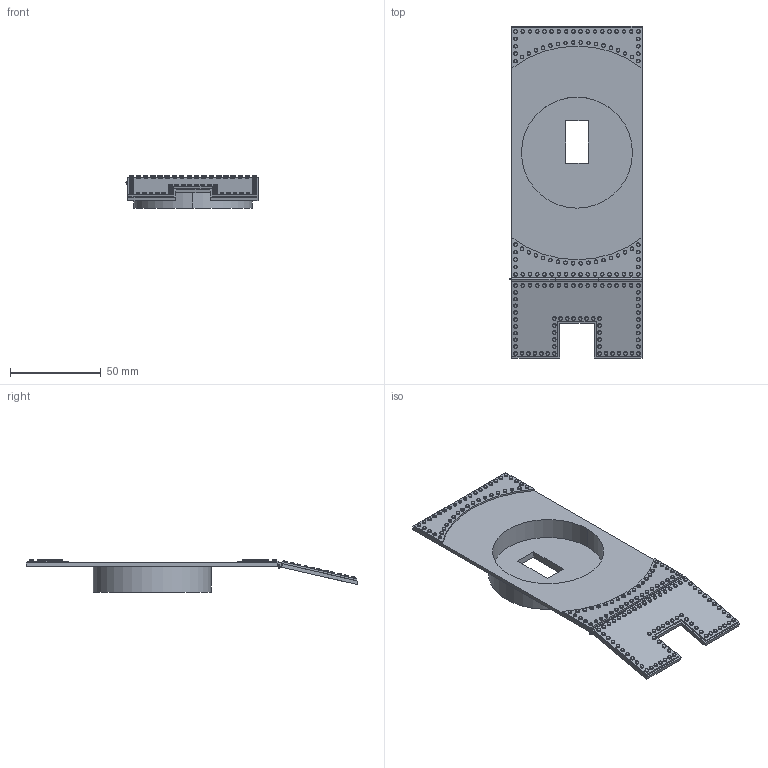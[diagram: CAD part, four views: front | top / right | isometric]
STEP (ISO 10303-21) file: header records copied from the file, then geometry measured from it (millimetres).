
FILE_DESCRIPTION(('TFLEX Exchange Step'),'2;1');
FILE_NAME('S\ с крышкой.stp', '2022-04-26T00:52:00-21:00',('ilya'),('Unknown organisation'),'TFLEX Exchange 2022.0','T-FLEX CAD','Unknown authorisation');
FILE_SCHEMA( ('AUTOMOTIVE_DESIGN { 1 0 10303 214 1 1 1 1 }') );
Length unit declared in the file: millimetre
Products named in the file (3): норм заклепка; Декор крышка; Крышка корпуса с крышкой
Assembly tree (81 placements, depth 3):
  Крышка корпуса с крышкой
    Декор крышка
      норм заклепка  x80
Bounding box: 72.55 x 182.43 x 17.7 mm (x, y, z)
Volume: 40617.3 mm3; surface area: 43201.2 mm2
Topology: 158 solids, 158 shells, 1291 faces, 2605 edges, 1632 vertices
Faces by surface type: torus 612, plane 355, cylinder 324
Entity records: 18705 total; most frequent: DIRECTION 3851, CARTESIAN_POINT 2890, ORIENTED_EDGE 2650, AXIS2_PLACEMENT_3D 1793, EDGE_CURVE 1325, CIRCLE 1060, VERTEX_POINT 832, EDGE_LOOP 655
